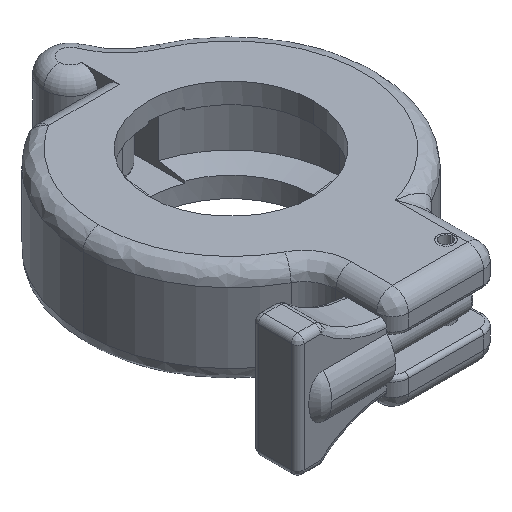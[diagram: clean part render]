
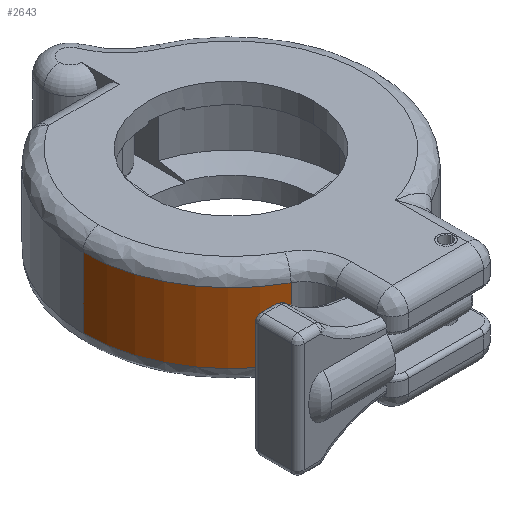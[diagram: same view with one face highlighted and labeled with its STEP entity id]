
A CAD part, isometric view. The second image highlights one B-rep face of the part: STEP entity #2643.
In plain terms, the highlighted cylindrical face has radius 29.527 mm (diameter 59.055 mm), a partial arc.
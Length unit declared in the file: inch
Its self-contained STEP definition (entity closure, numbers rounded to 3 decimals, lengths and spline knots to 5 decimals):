
#346 = EDGE_CURVE ( 'NONE', #5579, #5317, #2193, .T. ) ;
#403 = AXIS2_PLACEMENT_3D ( 'NONE', #2082, #5685, #2624 ) ;
#746 = DIRECTION ( 'NONE',  ( 0., 0., 1. ) ) ;
#830 = CYLINDRICAL_SURFACE ( 'NONE', #1753, 1.1625 ) ;
#897 = EDGE_CURVE ( 'NONE', #5579, #1212, #3745, .T. ) ;
#1133 = ORIENTED_EDGE ( 'NONE', *, *, #4874, .T. ) ;
#1212 = VERTEX_POINT ( 'NONE', #5557 ) ;
#1422 = DIRECTION ( 'NONE',  ( 1., 0., 0. ) ) ;
#1670 = ORIENTED_EDGE ( 'NONE', *, *, #346, .F. ) ;
#1704 = CARTESIAN_POINT ( 'NONE',  ( -1.1625, 0., 0. ) ) ;
#1753 = AXIS2_PLACEMENT_3D ( 'NONE', #6550, #5015, #2460 ) ;
#2082 = CARTESIAN_POINT ( 'NONE',  ( 0., 0., 0.275 ) ) ;
#2193 = CIRCLE ( 'NONE', #6317, 1.1625 ) ;
#2223 = DIRECTION ( 'NONE',  ( 0., 0., -1. ) ) ;
#2231 = DIRECTION ( 'NONE',  ( 0., 0., -1. ) ) ;
#2310 = CARTESIAN_POINT ( 'NONE',  ( -0.55142, -1.0234, 0. ) ) ;
#2340 = LINE ( 'NONE', #1704, #4915 ) ;
#2420 = CARTESIAN_POINT ( 'NONE',  ( -0.55142, -1.0234, -0.275 ) ) ;
#2439 = CARTESIAN_POINT ( 'NONE',  ( -1.1625, 0., 0.275 ) ) ;
#2460 = DIRECTION ( 'NONE',  ( -1., 0., 0. ) ) ;
#2624 = DIRECTION ( 'NONE',  ( -1., 0., 0. ) ) ;
#2643 = ADVANCED_FACE ( 'NONE', ( #4943 ), #830, .T. ) ;
#3399 = EDGE_LOOP ( 'NONE', ( #1133, #3433, #1670, #5179 ) ) ;
#3433 = ORIENTED_EDGE ( 'NONE', *, *, #6102, .T. ) ;
#3745 = LINE ( 'NONE', #2310, #6118 ) ;
#3960 = VERTEX_POINT ( 'NONE', #2439 ) ;
#4521 = CARTESIAN_POINT ( 'NONE',  ( 0., 0., -0.275 ) ) ;
#4874 = EDGE_CURVE ( 'NONE', #1212, #3960, #5511, .T. ) ;
#4915 = VECTOR ( 'NONE', #2223, 39.37008 ) ;
#4943 = FACE_OUTER_BOUND ( 'NONE', #3399, .T. ) ;
#5015 = DIRECTION ( 'NONE',  ( 0., 0., -1. ) ) ;
#5179 = ORIENTED_EDGE ( 'NONE', *, *, #897, .T. ) ;
#5317 = VERTEX_POINT ( 'NONE', #5725 ) ;
#5511 = CIRCLE ( 'NONE', #403, 1.1625 ) ;
#5557 = CARTESIAN_POINT ( 'NONE',  ( -0.55142, -1.0234, 0.275 ) ) ;
#5579 = VERTEX_POINT ( 'NONE', #2420 ) ;
#5685 = DIRECTION ( 'NONE',  ( 0., 0., -1. ) ) ;
#5725 = CARTESIAN_POINT ( 'NONE',  ( -1.1625, 0., -0.275 ) ) ;
#6102 = EDGE_CURVE ( 'NONE', #3960, #5317, #2340, .T. ) ;
#6118 = VECTOR ( 'NONE', #746, 39.37008 ) ;
#6317 = AXIS2_PLACEMENT_3D ( 'NONE', #4521, #2231, #1422 ) ;
#6550 = CARTESIAN_POINT ( 'NONE',  ( 0., 0., 0. ) ) ;
